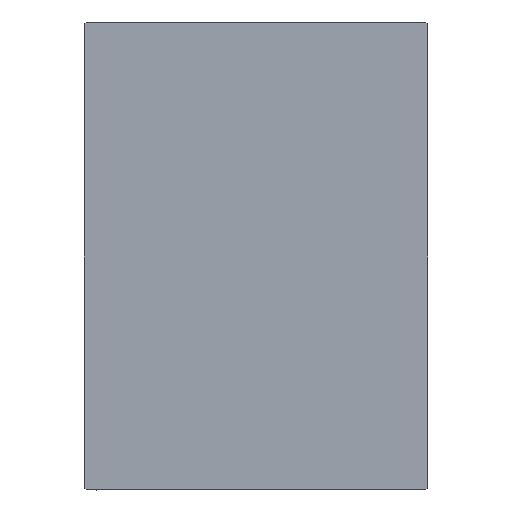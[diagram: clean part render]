
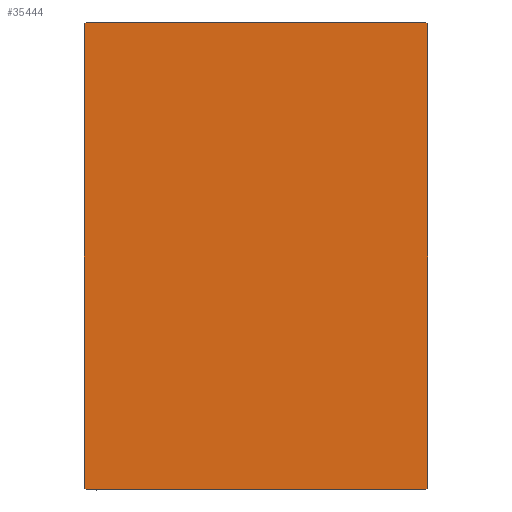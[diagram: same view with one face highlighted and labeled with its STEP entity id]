
A CAD part, left-side view. The second image highlights one B-rep face of the part: STEP entity #35444.
In plain terms, the highlighted face is planar.
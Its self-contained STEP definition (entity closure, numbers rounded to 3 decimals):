
#447 = DIRECTION ( 'NONE',  ( 0., -0.707, -0.707 ) ) ;
#630 = VERTEX_POINT ( 'NONE', #27916 ) ;
#830 = CARTESIAN_POINT ( 'NONE',  ( 75., 27.5, -37.2 ) ) ;
#1018 = DIRECTION ( 'NONE',  ( 0., -0.707, 0.707 ) ) ;
#1205 = PLANE ( 'NONE',  #5172 ) ;
#2437 = EDGE_CURVE ( 'NONE', #14189, #14654, #40334, .T. ) ;
#3495 = ORIENTED_EDGE ( 'NONE', *, *, #5181, .T. ) ;
#3948 = LINE ( 'NONE', #18224, #21876 ) ;
#4463 = CARTESIAN_POINT ( 'NONE',  ( 75., -27.5, -37.2 ) ) ;
#5172 = AXIS2_PLACEMENT_3D ( 'NONE', #15480, #29762, #40752 ) ;
#5181 = EDGE_CURVE ( 'NONE', #14654, #630, #24466, .T. ) ;
#6027 = CARTESIAN_POINT ( 'NONE',  ( 75., 27.2, 37.5 ) ) ;
#6549 = DIRECTION ( 'NONE',  ( 0., 0., -1. ) ) ;
#7564 = CARTESIAN_POINT ( 'NONE',  ( 75., 32.35, 32.35 ) ) ;
#9299 = ORIENTED_EDGE ( 'NONE', *, *, #13719, .T. ) ;
#10061 = CARTESIAN_POINT ( 'NONE',  ( 75., -27.5, 37.5 ) ) ;
#10460 = VECTOR ( 'NONE', #36814, 1000. ) ;
#10801 = ORIENTED_EDGE ( 'NONE', *, *, #20050, .T. ) ;
#12281 = VECTOR ( 'NONE', #1018, 1000. ) ;
#13719 = EDGE_CURVE ( 'NONE', #29696, #14189, #27551, .T. ) ;
#14189 = VERTEX_POINT ( 'NONE', #41022 ) ;
#14380 = ORIENTED_EDGE ( 'NONE', *, *, #2437, .T. ) ;
#14654 = VERTEX_POINT ( 'NONE', #6027 ) ;
#15480 = CARTESIAN_POINT ( 'NONE',  ( 75., 0., 0. ) ) ;
#17789 = LINE ( 'NONE', #39781, #41850 ) ;
#18224 = CARTESIAN_POINT ( 'NONE',  ( 75., -32.35, 32.35 ) ) ;
#18977 = FACE_OUTER_BOUND ( 'NONE', #33497, .T. ) ;
#19531 = VECTOR ( 'NONE', #44931, 1000. ) ;
#20050 = EDGE_CURVE ( 'NONE', #30539, #24646, #42117, .T. ) ;
#20745 = DIRECTION ( 'NONE',  ( 0., 0., 1. ) ) ;
#21876 = VECTOR ( 'NONE', #447, 1000. ) ;
#23439 = EDGE_CURVE ( 'NONE', #28577, #29696, #36355, .T. ) ;
#24466 = LINE ( 'NONE', #27763, #36891 ) ;
#24646 = VERTEX_POINT ( 'NONE', #4463 ) ;
#24842 = EDGE_CURVE ( 'NONE', #630, #30539, #3948, .T. ) ;
#26122 = ORIENTED_EDGE ( 'NONE', *, *, #24842, .T. ) ;
#27337 = CARTESIAN_POINT ( 'NONE',  ( 75., -27.5, 37.2 ) ) ;
#27551 = LINE ( 'NONE', #31308, #42358 ) ;
#27763 = CARTESIAN_POINT ( 'NONE',  ( 75., 27.5, 37.5 ) ) ;
#27916 = CARTESIAN_POINT ( 'NONE',  ( 75., -27.2, 37.5 ) ) ;
#28004 = DIRECTION ( 'NONE',  ( 0., -1., 0. ) ) ;
#28577 = VERTEX_POINT ( 'NONE', #30805 ) ;
#29453 = CARTESIAN_POINT ( 'NONE',  ( 75., -27.2, -37.5 ) ) ;
#29696 = VERTEX_POINT ( 'NONE', #830 ) ;
#29762 = DIRECTION ( 'NONE',  ( 1., 0., 0. ) ) ;
#30539 = VERTEX_POINT ( 'NONE', #27337 ) ;
#30667 = CARTESIAN_POINT ( 'NONE',  ( 75., -32.35, -32.35 ) ) ;
#30805 = CARTESIAN_POINT ( 'NONE',  ( 75., 27.2, -37.5 ) ) ;
#31308 = CARTESIAN_POINT ( 'NONE',  ( 75., 27.5, -37.5 ) ) ;
#32346 = VERTEX_POINT ( 'NONE', #29453 ) ;
#33342 = ORIENTED_EDGE ( 'NONE', *, *, #41252, .T. ) ;
#33485 = VECTOR ( 'NONE', #6549, 1000. ) ;
#33497 = EDGE_LOOP ( 'NONE', ( #43885, #45557, #9299, #14380, #3495, #26122, #10801, #33342 ) ) ;
#34160 = LINE ( 'NONE', #30667, #19531 ) ;
#35444 = ADVANCED_FACE ( 'NONE', ( #18977 ), #1205, .T. ) ;
#36355 = LINE ( 'NONE', #37048, #10460 ) ;
#36814 = DIRECTION ( 'NONE',  ( 0., 0.707, 0.707 ) ) ;
#36891 = VECTOR ( 'NONE', #28004, 1000. ) ;
#37048 = CARTESIAN_POINT ( 'NONE',  ( 75., 32.35, -32.35 ) ) ;
#37356 = EDGE_CURVE ( 'NONE', #32346, #28577, #17789, .T. ) ;
#39089 = DIRECTION ( 'NONE',  ( 0., 1., 0. ) ) ;
#39781 = CARTESIAN_POINT ( 'NONE',  ( 75., -27.5, -37.5 ) ) ;
#40334 = LINE ( 'NONE', #7564, #12281 ) ;
#40752 = DIRECTION ( 'NONE',  ( 0., 0., -1. ) ) ;
#41022 = CARTESIAN_POINT ( 'NONE',  ( 75., 27.5, 37.2 ) ) ;
#41252 = EDGE_CURVE ( 'NONE', #24646, #32346, #34160, .T. ) ;
#41850 = VECTOR ( 'NONE', #39089, 1000. ) ;
#42117 = LINE ( 'NONE', #10061, #33485 ) ;
#42358 = VECTOR ( 'NONE', #20745, 1000. ) ;
#43885 = ORIENTED_EDGE ( 'NONE', *, *, #37356, .T. ) ;
#44931 = DIRECTION ( 'NONE',  ( 0., 0.707, -0.707 ) ) ;
#45557 = ORIENTED_EDGE ( 'NONE', *, *, #23439, .T. ) ;
